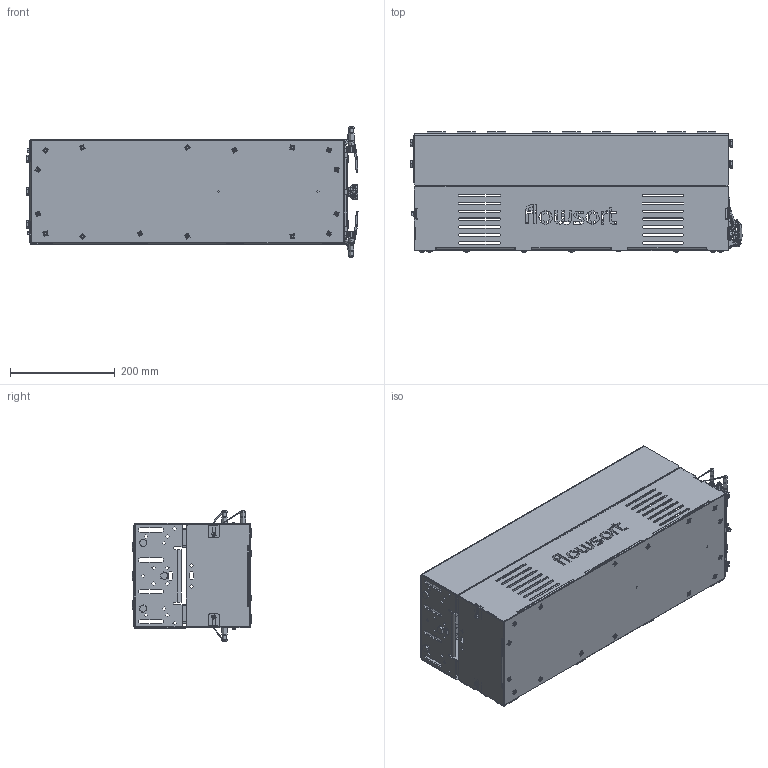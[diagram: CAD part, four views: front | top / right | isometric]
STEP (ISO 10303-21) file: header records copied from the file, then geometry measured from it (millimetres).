
FILE_DESCRIPTION (( 'STEP AP214' ), '1' );
FILE_NAME ('24V SLD0600 Speed Flow Compact REV1.0.STEP', '2023-06-15T11:55:38', ( '' ), ( '' ), 'SwSTEP 2.0', 'SolidWorks 2022', '' );
FILE_SCHEMA (( 'AUTOMOTIVE_DESIGN' ));
Length unit declared in the file: millimetre
Products named in the file (169): V000053_6902; I000004; F000003_SOCKET HEAD M5X12 D912 ZP; F000035_COUNTERSUNK M5X10 D7991 BLACK; I000002; F000056_SOCKET BUTTON HEAD SCREW M6X25 I7380 ZP; F000006_RETAINING RING M30 D471 SS; S000075; F000094; M000005; M000217; S000002; F000072_SOCKET BUTTON HEAD SCREW M5X16 I7380 ZP; V000052_6807; I000001; V000003; F000021_HEX M8X16 D933 ZP; F000061; F000050_SPRING LOCK WASHER M8 D127B; M000212; I000013; F000078_COUNTERSUNK M5X16 D7991 ZP; F000062_PREVAILING TORQUE NUT M12 D985 ZP; V000073_6902; V000055_559mm flat machine; F000049_KEY 3X3X10 D6885; I000005; T000071; V000001; Part98^24V SLD0600 Speed Flow Compact A_Tab; M000209_R01; F000001_COUNTERSUNK M5X10 D7991 ZP; T000002; F000097; T000005; S000001; T000032; F000011_WASHER 3XD M5 D9021 ZP; F000060_SELF-CLINCHING NUT M5 PEM-S-M5-2 ZP; F000079_RETAINING RING M10 D471 SS ...
Assembly tree (109 placements, depth 4):
  V000053_6902
  F000056_SOCKET BUTTON HEAD SCREW M6X25 I7380 ZP
  F000006_RETAINING RING M30 D471 SS
  M000217
  F000072_SOCKET BUTTON HEAD SCREW M5X16 I7380 ZP
Bounding box: 632.52 x 228.61 x 249.05 mm (x, y, z)
Volume: 1058955.1 mm3
Topology: 128 solids, 144 shells, 6463 faces, 16913 edges, 11058 vertices
Faces by surface type: plane 3576, bspline 1292, cylinder 1267, cone 229, torus 99
Full cylindrical faces by diameter (mm): 0.217 x2, 0.9 x24, 1 x24, 1.2 x8, 1.3 x4, 1.4 x4, 1.5 x4, 1.6 x8, 2 x6, 2.5 x2, 4.2 x4, 4.6 x3, 5 x22, 5.2 x16, 5.6 x2, 5.7 x6, 5.8 x2, 6 x2, 6.4 x4, 6.5 x2, 6.6 x3, 6.8 x32, 6.9 x2, 6.917 x3, 7.2 x2, 7.5 x2, 8 x13, 8.2 x7, 8.5 x6, 8.9 x16
Entity records: 287876 total; most frequent: CARTESIAN_POINT 83376, ORIENTED_EDGE 34618, DIRECTION 28629, EDGE_CURVE 17309, VERTEX_POINT 11637, LINE 11173, VECTOR 11173, AXIS2_PLACEMENT_3D 8728
